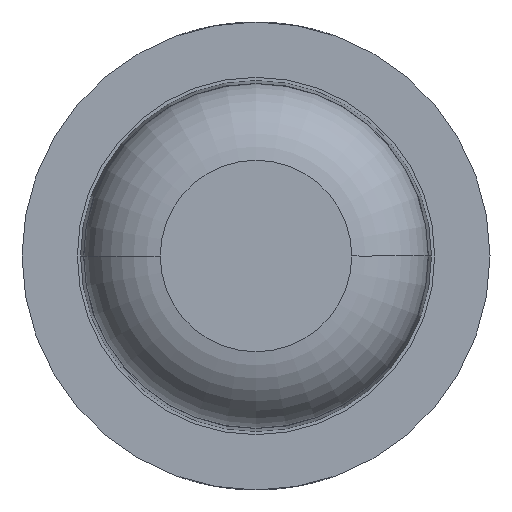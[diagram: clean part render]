
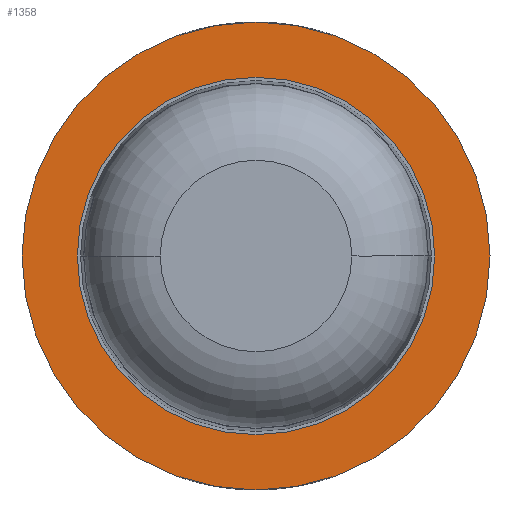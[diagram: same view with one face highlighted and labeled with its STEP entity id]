
A CAD part, front view. The second image highlights one B-rep face of the part: STEP entity #1358.
In plain terms, the highlighted planar face has unit normal (0, -1, 0).
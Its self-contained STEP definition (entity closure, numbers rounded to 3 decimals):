
#187 = AXIS2_PLACEMENT_3D ( 'NONE', #2213, #3540, #1591 ) ;
#211 = DIRECTION ( 'NONE',  ( -1., 0., 0. ) ) ;
#247 = ORIENTED_EDGE ( 'NONE', *, *, #3063, .F. ) ;
#289 = CARTESIAN_POINT ( 'NONE',  ( -1.1, -7., 0. ) ) ;
#365 = EDGE_LOOP ( 'NONE', ( #3099, #377 ) ) ;
#377 = ORIENTED_EDGE ( 'NONE', *, *, #1611, .T. ) ;
#419 = AXIS2_PLACEMENT_3D ( 'NONE', #3165, #3181, #211 ) ;
#482 = PLANE ( 'NONE',  #1119 ) ;
#903 = FACE_OUTER_BOUND ( 'NONE', #3831, .T. ) ;
#1057 = AXIS2_PLACEMENT_3D ( 'NONE', #3853, #3541, #1565 ) ;
#1074 = VERTEX_POINT ( 'NONE', #289 ) ;
#1119 = AXIS2_PLACEMENT_3D ( 'NONE', #1469, #3742, #2440 ) ;
#1314 = CIRCLE ( 'NONE', #1057, 0.825 ) ;
#1358 = ADVANCED_FACE ( 'Defeature ausgef�hrt2_9', ( #903, #2669 ), #482, .F. ) ;
#1469 = CARTESIAN_POINT ( 'NONE',  ( 1.1, -7., 0. ) ) ;
#1565 = DIRECTION ( 'NONE',  ( -1., 0., 0. ) ) ;
#1591 = DIRECTION ( 'NONE',  ( -1., 0., 0. ) ) ;
#1611 = EDGE_CURVE ( 'Defeature ausgef�hrt2_9+Defeature ausgef�hrt2_8+Defeature ausgef�hrt2_8+Defeature ausgef�hrt2_8', #2217, #2288, #1314, .T. ) ;
#1676 = CIRCLE ( 'NONE', #3656, 1.1 ) ;
#1681 = CARTESIAN_POINT ( 'NONE',  ( 0., -7., 0. ) ) ;
#1994 = DIRECTION ( 'NONE',  ( -1., 0., 0. ) ) ;
#2120 = CARTESIAN_POINT ( 'NONE',  ( -0.825, -7., 0. ) ) ;
#2166 = VERTEX_POINT ( 'NONE', #2691 ) ;
#2213 = CARTESIAN_POINT ( 'NONE',  ( 0., -7., 0. ) ) ;
#2217 = VERTEX_POINT ( 'NONE', #3768 ) ;
#2288 = VERTEX_POINT ( 'NONE', #2120 ) ;
#2440 = DIRECTION ( 'NONE',  ( -1., 0., 0. ) ) ;
#2669 = FACE_BOUND ( 'NONE', #365, .T. ) ;
#2691 = CARTESIAN_POINT ( 'NONE',  ( 1.1, -7., 0. ) ) ;
#2765 = EDGE_CURVE ( 'Defeature ausgef�hrt2_9+Defeature ausgef�hrt2_8+Defeature ausgef�hrt2_8+Defeature ausgef�hrt2_8', #2288, #2217, #4197, .T. ) ;
#3063 = EDGE_CURVE ( 'Defeature ausgef�hrt2_0+Defeature ausgef�hrt2_9+Defeature ausgef�hrt2_9+Defeature ausgef�hrt2_9', #1074, #2166, #3964, .T. ) ;
#3099 = ORIENTED_EDGE ( 'NONE', *, *, #2765, .T. ) ;
#3165 = CARTESIAN_POINT ( 'NONE',  ( 0., -7., 0. ) ) ;
#3181 = DIRECTION ( 'NONE',  ( 0., 1., 0. ) ) ;
#3470 = ORIENTED_EDGE ( 'NONE', *, *, #4162, .F. ) ;
#3540 = DIRECTION ( 'NONE',  ( 0., 1., 0. ) ) ;
#3541 = DIRECTION ( 'NONE',  ( 0., 1., 0. ) ) ;
#3656 = AXIS2_PLACEMENT_3D ( 'NONE', #1681, #3960, #1994 ) ;
#3742 = DIRECTION ( 'NONE',  ( 0., 1., 0. ) ) ;
#3768 = CARTESIAN_POINT ( 'NONE',  ( 0.825, -7., 0. ) ) ;
#3831 = EDGE_LOOP ( 'NONE', ( #247, #3470 ) ) ;
#3853 = CARTESIAN_POINT ( 'NONE',  ( 0., -7., 0. ) ) ;
#3960 = DIRECTION ( 'NONE',  ( 0., 1., 0. ) ) ;
#3964 = CIRCLE ( 'NONE', #419, 1.1 ) ;
#4162 = EDGE_CURVE ( 'Defeature ausgef�hrt2_0+Defeature ausgef�hrt2_9+Defeature ausgef�hrt2_9+Defeature ausgef�hrt2_9', #2166, #1074, #1676, .T. ) ;
#4197 = CIRCLE ( 'NONE', #187, 0.825 ) ;
